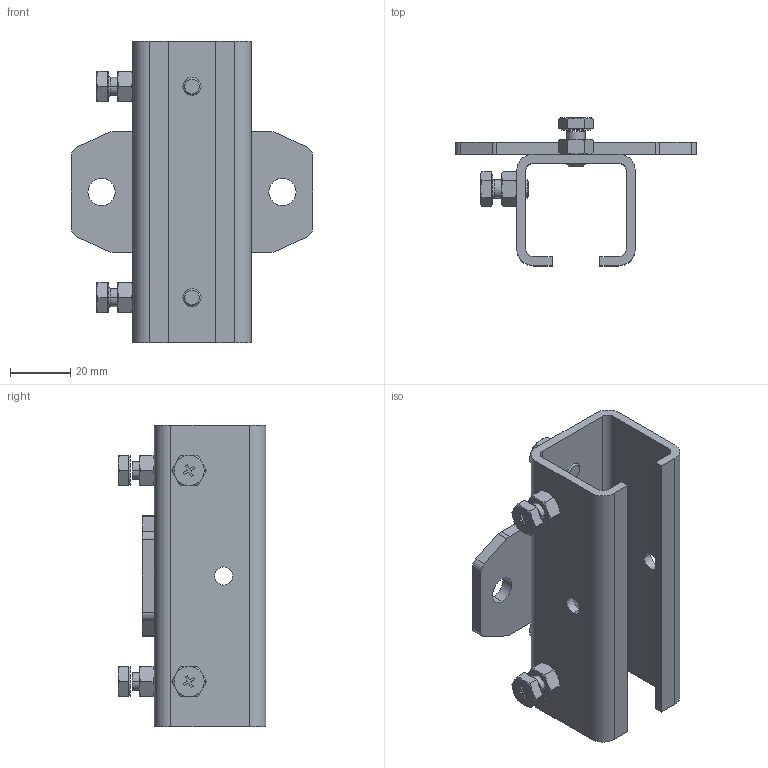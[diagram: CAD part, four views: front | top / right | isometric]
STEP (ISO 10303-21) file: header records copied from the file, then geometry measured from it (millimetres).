
FILE_DESCRIPTION (( 'STEP AP214' ), '1' );
FILE_NAME ('0020499.step', '2022-08-19T11:34:25', ( '' ), ( '' ), 'SwSTEP 2.0', 'SolidWorks 2020', '' );
FILE_SCHEMA (( 'AUTOMOTIVE_DESIGN' ));
Length unit declared in the file: inch
Products named in the file (1): 0020499
Bounding box: 80 x 48.98 x 100 mm (x, y, z)
Surface area: 34643.5 mm2 (no closed solid volume)
Topology: 0 solids, 14 shells, 235 faces, 610 edges, 399 vertices
Faces by surface type: plane 140, cone 51, cylinder 40, torus 4
Entity records: 8591 total; most frequent: CARTESIAN_POINT 2921, ORIENTED_EDGE 1148, DIRECTION 1102, EDGE_CURVE 610, VERTEX_POINT 399, AXIS2_PLACEMENT_3D 380, LINE 342, VECTOR 342
